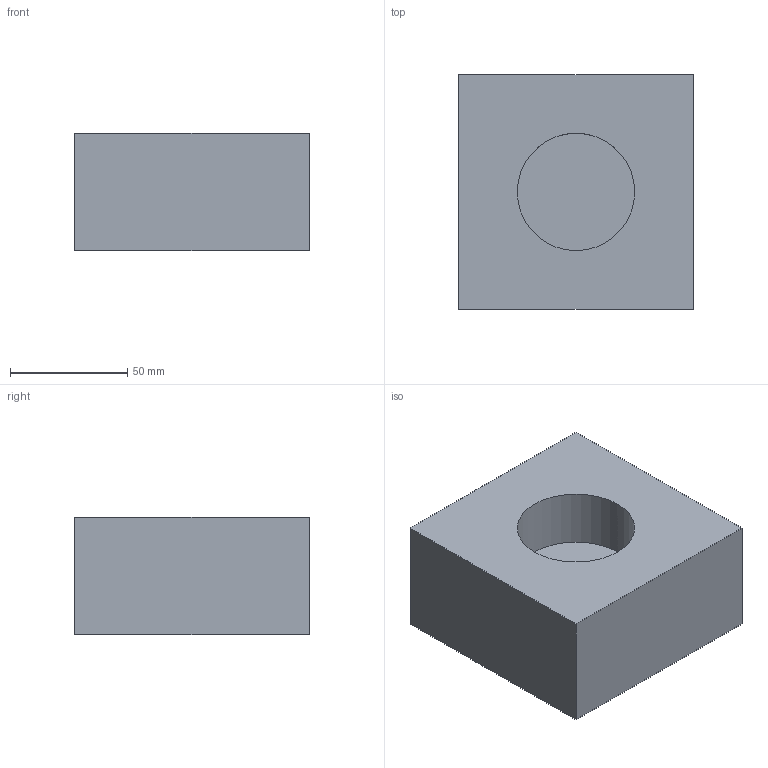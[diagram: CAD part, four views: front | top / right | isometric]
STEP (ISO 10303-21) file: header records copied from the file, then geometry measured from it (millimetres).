
FILE_DESCRIPTION(/* description */ ('Parasolid part file converted to STEP'),/* implementation_level */ '2;1');
FILE_NAME(/* name */ 'ipp_simple',/* time_stamp */ '2003-12-03T08:47:13-05:00',/* author */ ('Me'),/* organization */ ('Company'),/* preprocessor_version */ 'ST-DEVELOPER v10',/* originating_system */ 'Parasolid 14.1/ST-Parasolid v4.0',/* authorisation */ 'Someone else');
FILE_SCHEMA (('CONFIG_CONTROL_DESIGN'));
Length unit declared in the file: millimetre
Products named in the file (1): 1
Bounding box: 100 x 100 x 50 mm (x, y, z)
Volume: 450912.6 mm3; surface area: 43927 mm2
Topology: 1 solids, 1 shells, 8 faces, 15 edges, 10 vertices
Faces by surface type: plane 7, cylinder 1
Full cylindrical faces by diameter (mm): 50 x1
Entity records: 270 total; most frequent: DIRECTION 32, CARTESIAN_POINT 32, ORIENTED_EDGE 28, EDGE_CURVE 14, VECTOR 12, LINE 12, FACE_BOUND 10, VERTEX_POINT 10
